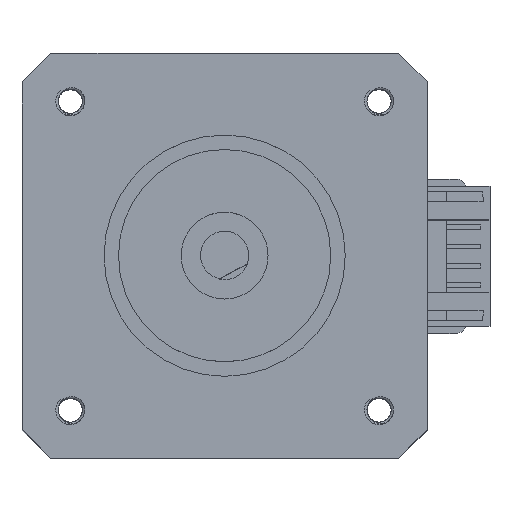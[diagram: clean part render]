
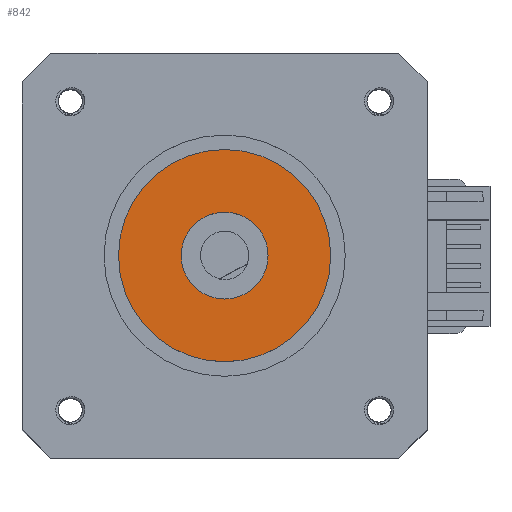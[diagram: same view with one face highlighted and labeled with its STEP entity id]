
A CAD part, top view. The second image highlights one B-rep face of the part: STEP entity #842.
In plain terms, the highlighted planar face has unit normal (0, 0, 1).
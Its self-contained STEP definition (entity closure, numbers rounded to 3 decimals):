
#290=FACE_BOUND('',#2332,.T.);
#291=FACE_BOUND('',#2333,.T.);
#344=CIRCLE('',#10610,11.);
#346=CIRCLE('',#10613,4.5);
#842=ADVANCED_FACE('',(#290,#291),#1328,.F.);
#1328=PLANE('',#10616);
#2332=EDGE_LOOP('',(#5008));
#2333=EDGE_LOOP('',(#5009));
#5008=ORIENTED_EDGE('',*,*,#7416,.F.);
#5009=ORIENTED_EDGE('',*,*,#7418,.F.);
#6047=VERTEX_POINT('',#15752);
#6049=VERTEX_POINT('',#15757);
#7416=EDGE_CURVE('',#6047,#6047,#344,.T.);
#7418=EDGE_CURVE('',#6049,#6049,#346,.T.);
#10610=AXIS2_PLACEMENT_3D('',#15751,#12958,#12959);
#10613=AXIS2_PLACEMENT_3D('',#15756,#12964,#12965);
#10616=AXIS2_PLACEMENT_3D('',#15761,#12970,#12971);
#12958=DIRECTION('',(0.,0.,-1.));
#12959=DIRECTION('',(1.,0.,0.));
#12964=DIRECTION('',(0.,0.,1.));
#12965=DIRECTION('',(1.,0.,0.));
#12970=DIRECTION('',(0.,0.,-1.));
#12971=DIRECTION('',(-1.,0.,0.));
#15751=CARTESIAN_POINT('',(0.,0.,41.5));
#15752=CARTESIAN_POINT('',(11.,0.,41.5));
#15756=CARTESIAN_POINT('',(0.,0.,41.5));
#15757=CARTESIAN_POINT('',(4.5,0.,41.5));
#15761=CARTESIAN_POINT('',(0.,0.,41.5));
